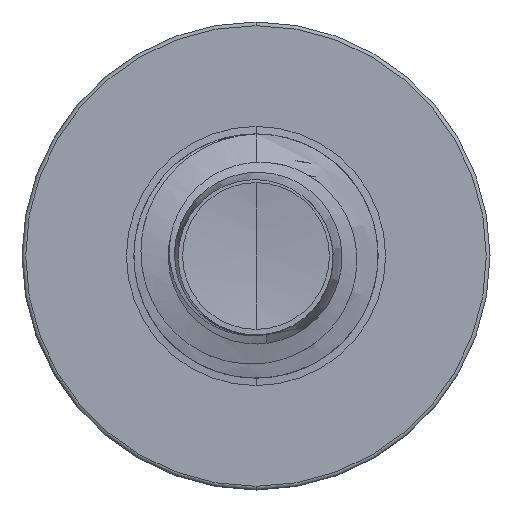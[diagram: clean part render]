
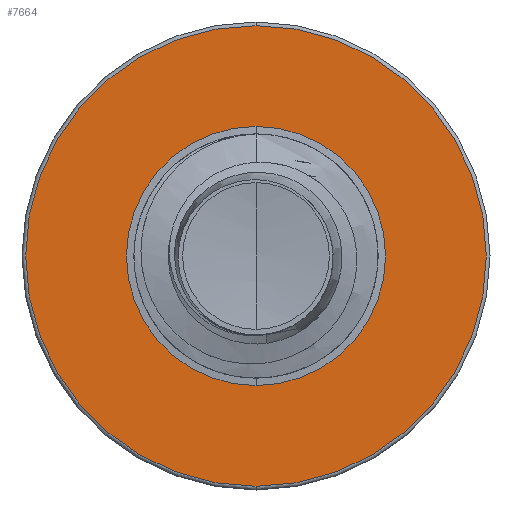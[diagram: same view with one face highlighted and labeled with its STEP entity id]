
A CAD part, front view. The second image highlights one B-rep face of the part: STEP entity #7664.
In plain terms, the highlighted planar face has unit normal (0, -1, 0).
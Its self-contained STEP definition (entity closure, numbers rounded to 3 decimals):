
#127 = CIRCLE ( 'NONE', #19541, 1.132 ) ;
#646 = CARTESIAN_POINT ( 'NONE',  ( 0., 5., 1.132 ) ) ;
#1912 = FACE_OUTER_BOUND ( 'NONE', #2771, .T. ) ;
#2538 = EDGE_CURVE ( 'NONE', #6315, #7486, #20427, .T. ) ;
#2771 = EDGE_LOOP ( 'NONE', ( #9187, #3331 ) ) ;
#3331 = ORIENTED_EDGE ( 'NONE', *, *, #17606, .F. ) ;
#3424 = CARTESIAN_POINT ( 'NONE',  ( 0., 5., -0.637 ) ) ;
#3734 = VERTEX_POINT ( 'NONE', #646 ) ;
#3768 = DIRECTION ( 'NONE',  ( 0., 0., 1. ) ) ;
#3864 = DIRECTION ( 'NONE',  ( 0., 1., 0. ) ) ;
#3885 = CARTESIAN_POINT ( 'NONE',  ( 0., 5., 0. ) ) ;
#5254 = AXIS2_PLACEMENT_3D ( 'NONE', #19193, #10420, #20804 ) ;
#6315 = VERTEX_POINT ( 'NONE', #3424 ) ;
#6535 = FACE_BOUND ( 'NONE', #13707, .T. ) ;
#6996 = DIRECTION ( 'NONE',  ( 0., 1., 0. ) ) ;
#7486 = VERTEX_POINT ( 'NONE', #8579 ) ;
#7664 = ADVANCED_FACE ( 'NONE', ( #1912, #6535 ), #14818, .F. ) ;
#8579 = CARTESIAN_POINT ( 'NONE',  ( 0., 5., 0.637 ) ) ;
#8656 = AXIS2_PLACEMENT_3D ( 'NONE', #15024, #15834, #16600 ) ;
#9187 = ORIENTED_EDGE ( 'NONE', *, *, #13731, .F. ) ;
#9625 = CIRCLE ( 'NONE', #18513, 0.637 ) ;
#10018 = AXIS2_PLACEMENT_3D ( 'NONE', #3885, #3864, #3768 ) ;
#10266 = CARTESIAN_POINT ( 'NONE',  ( 0., 5., 0. ) ) ;
#10420 = DIRECTION ( 'NONE',  ( 0., 1., 0. ) ) ;
#11607 = CIRCLE ( 'NONE', #5254, 1.132 ) ;
#11807 = DIRECTION ( 'NONE',  ( 0., 0., 1. ) ) ;
#12169 = CARTESIAN_POINT ( 'NONE',  ( 0., 5., -1.132 ) ) ;
#12730 = ORIENTED_EDGE ( 'NONE', *, *, #17585, .T. ) ;
#13192 = VERTEX_POINT ( 'NONE', #12169 ) ;
#13707 = EDGE_LOOP ( 'NONE', ( #12730, #17619 ) ) ;
#13731 = EDGE_CURVE ( 'NONE', #3734, #13192, #11607, .T. ) ;
#14818 = PLANE ( 'NONE',  #8656 ) ;
#15024 = CARTESIAN_POINT ( 'NONE',  ( 0., 5., -0.637 ) ) ;
#15834 = DIRECTION ( 'NONE',  ( 0., 1., 0. ) ) ;
#16224 = CARTESIAN_POINT ( 'NONE',  ( 0., 5., 0. ) ) ;
#16600 = DIRECTION ( 'NONE',  ( 0., 0., 1. ) ) ;
#17585 = EDGE_CURVE ( 'NONE', #7486, #6315, #9625, .T. ) ;
#17602 = DIRECTION ( 'NONE',  ( 0., 0., 1. ) ) ;
#17606 = EDGE_CURVE ( 'NONE', #13192, #3734, #127, .T. ) ;
#17619 = ORIENTED_EDGE ( 'NONE', *, *, #2538, .T. ) ;
#18513 = AXIS2_PLACEMENT_3D ( 'NONE', #10266, #20653, #11807 ) ;
#19193 = CARTESIAN_POINT ( 'NONE',  ( 0., 5., 0. ) ) ;
#19541 = AXIS2_PLACEMENT_3D ( 'NONE', #16224, #6996, #17602 ) ;
#20427 = CIRCLE ( 'NONE', #10018, 0.637 ) ;
#20653 = DIRECTION ( 'NONE',  ( 0., 1., 0. ) ) ;
#20804 = DIRECTION ( 'NONE',  ( 0., 0., 1. ) ) ;
